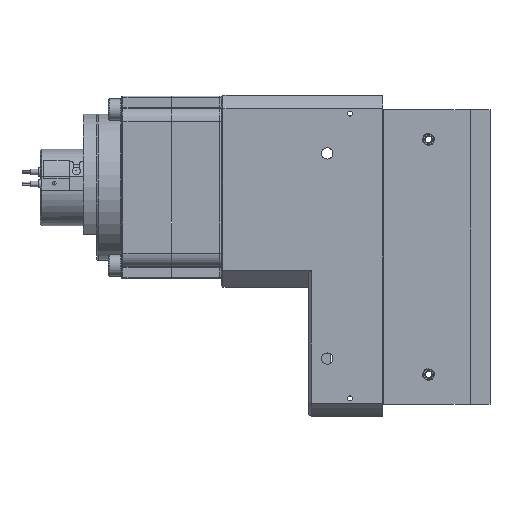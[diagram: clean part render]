
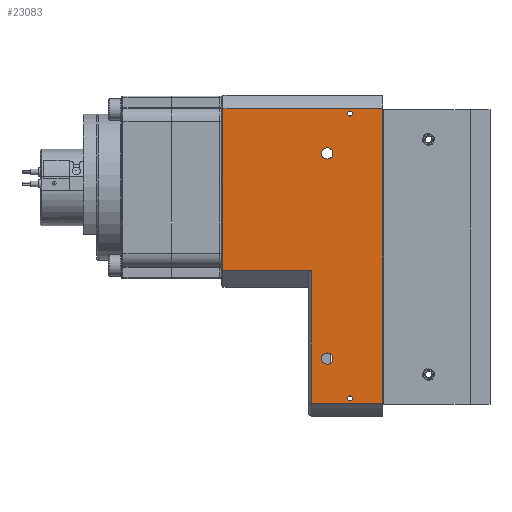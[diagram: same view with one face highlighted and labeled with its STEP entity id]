
A CAD part, left-side view. The second image highlights one B-rep face of the part: STEP entity #23083.
In plain terms, the highlighted planar face has unit normal (-1, 0, 0).
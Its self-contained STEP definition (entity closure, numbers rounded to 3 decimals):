
#437=PLANE($,#24085);
#933=LINE($,#31362,#4009);
#935=LINE($,#31374,#4011);
#967=LINE($,#31481,#4043);
#1011=LINE($,#31637,#4087);
#1015=LINE($,#31646,#4091);
#1016=LINE($,#31650,#4092);
#4009=VECTOR($,#25492,43.);
#4011=VECTOR($,#25506,80.025);
#4043=VECTOR($,#25610,53.25);
#4087=VECTOR($,#25748,177.5);
#4091=VECTOR($,#25756,96.25);
#4092=VECTOR($,#25763,97.475);
#7103=FACE_BOUND($,#8265,.T.);
#7104=FACE_BOUND($,#8266,.T.);
#7105=FACE_BOUND($,#8267,.T.);
#7106=FACE_BOUND($,#8268,.T.);
#7409=FACE_OUTER_BOUND($,#8264,.T.);
#8264=EDGE_LOOP($,(#17219,#17220,#17221,#17222,#17223,#17224));
#8265=EDGE_LOOP($,(#17225));
#8266=EDGE_LOOP($,(#17226));
#8267=EDGE_LOOP($,(#17227));
#8268=EDGE_LOOP($,(#17228));
#9265=CIRCLE($,#23920,3.4);
#9267=CIRCLE($,#23923,1.5);
#9269=CIRCLE($,#23926,1.5);
#9271=CIRCLE($,#23929,3.4);
#9864=VERTEX_POINT($,#31209);
#9866=VERTEX_POINT($,#31214);
#9868=VERTEX_POINT($,#31219);
#9870=VERTEX_POINT($,#31224);
#9921=VERTEX_POINT($,#31359);
#9922=VERTEX_POINT($,#31361);
#9926=VERTEX_POINT($,#31373);
#9964=VERTEX_POINT($,#31474);
#10030=VERTEX_POINT($,#31635);
#10033=VERTEX_POINT($,#31644);
#12985=EDGE_CURVE($,#9864,#9864,#9265,.T.);
#12987=EDGE_CURVE($,#9866,#9866,#9267,.T.);
#12989=EDGE_CURVE($,#9868,#9868,#9269,.T.);
#12991=EDGE_CURVE($,#9870,#9870,#9271,.T.);
#13052=EDGE_CURVE($,#9922,#9921,#933,.T.);
#13058=EDGE_CURVE($,#9922,#9926,#935,.T.);
#13112=EDGE_CURVE($,#9926,#9964,#967,.T.);
#13190=EDGE_CURVE($,#9921,#10030,#1011,.T.);
#13195=EDGE_CURVE($,#10030,#10033,#1015,.T.);
#13197=EDGE_CURVE($,#9964,#10033,#1016,.T.);
#17219=ORIENTED_EDGE($,*,*,#13197,.F.);
#17220=ORIENTED_EDGE($,*,*,#13112,.F.);
#17221=ORIENTED_EDGE($,*,*,#13058,.F.);
#17222=ORIENTED_EDGE($,*,*,#13052,.T.);
#17223=ORIENTED_EDGE($,*,*,#13190,.T.);
#17224=ORIENTED_EDGE($,*,*,#13195,.T.);
#17225=ORIENTED_EDGE($,*,*,#12985,.F.);
#17226=ORIENTED_EDGE($,*,*,#12987,.F.);
#17227=ORIENTED_EDGE($,*,*,#12989,.F.);
#17228=ORIENTED_EDGE($,*,*,#12991,.F.);
#23083=ADVANCED_FACE($,(#7409,#7103,#7104,#7105,#7106),#437,.F.);
#23920=AXIS2_PLACEMENT_3D($,#31210,#25327,#25328);
#23923=AXIS2_PLACEMENT_3D($,#31215,#25333,#25334);
#23926=AXIS2_PLACEMENT_3D($,#31220,#25339,#25340);
#23929=AXIS2_PLACEMENT_3D($,#31225,#25345,#25346);
#24085=AXIS2_PLACEMENT_3D($,#31651,#25764,#25765);
#25327=DIRECTION('center_axis',(-1.,0.,0.));
#25328=DIRECTION('ref_axis',(0.,0.,1.));
#25333=DIRECTION('center_axis',(-1.,0.,0.));
#25334=DIRECTION('ref_axis',(0.,0.,1.));
#25339=DIRECTION('center_axis',(-1.,0.,0.));
#25340=DIRECTION('ref_axis',(0.,0.,1.));
#25345=DIRECTION('center_axis',(-1.,0.,0.));
#25346=DIRECTION('ref_axis',(0.,-1.,0.));
#25492=DIRECTION($,(0.,-1.,0.));
#25506=DIRECTION($,(0.,0.,1.));
#25610=DIRECTION($,(0.,1.,0.));
#25748=DIRECTION($,(0.,0.,1.));
#25756=DIRECTION($,(0.,1.,0.));
#25763=DIRECTION($,(0.,0.,1.));
#25764=DIRECTION('center_axis',(1.,0.,0.));
#25765=DIRECTION('ref_axis',(0.,0.,-1.));
#31209=CARTESIAN_POINT('',(-48.,74.675,31.05));
#31210=CARTESIAN_POINT('Origin',(-48.,74.675,27.65));
#31214=CARTESIAN_POINT('',(-48.,60.925,176.65));
#31215=CARTESIAN_POINT('Origin',(-48.,60.925,175.15));
#31219=CARTESIAN_POINT('',(-48.,60.925,5.15));
#31220=CARTESIAN_POINT('Origin',(-48.,60.925,3.65));
#31224=CARTESIAN_POINT('',(-48.,71.275,151.15));
#31225=CARTESIAN_POINT('Origin',(-48.,74.675,151.15));
#31359=CARTESIAN_POINT('',(-48.,41.175,0.65));
#31361=CARTESIAN_POINT('',(-48.,84.175,0.65));
#31362=CARTESIAN_POINT($,(-48.,62.675,0.65));
#31373=CARTESIAN_POINT('',(-48.,84.175,80.675));
#31374=CARTESIAN_POINT($,(-48.,84.175,89.4));
#31474=CARTESIAN_POINT('',(-48.,137.425,80.675));
#31481=CARTESIAN_POINT($,(-48.,89.3,80.675));
#31635=CARTESIAN_POINT('',(-48.,41.175,178.15));
#31637=CARTESIAN_POINT($,(-48.,41.175,89.4));
#31644=CARTESIAN_POINT('',(-48.,137.425,178.15));
#31646=CARTESIAN_POINT($,(-48.,89.3,178.15));
#31650=CARTESIAN_POINT($,(-48.,137.425,89.4));
#31651=CARTESIAN_POINT('Origin',(-48.,41.175,178.15));
